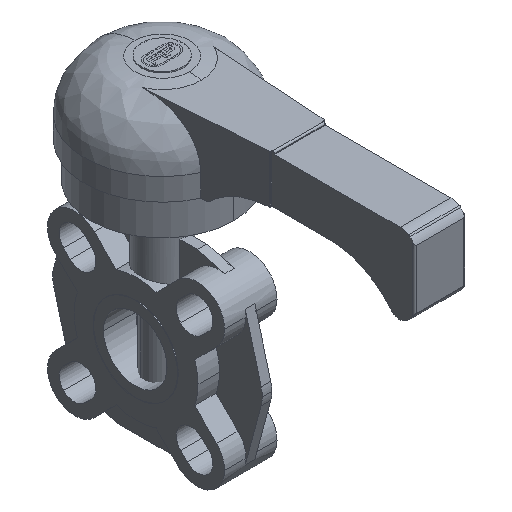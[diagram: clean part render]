
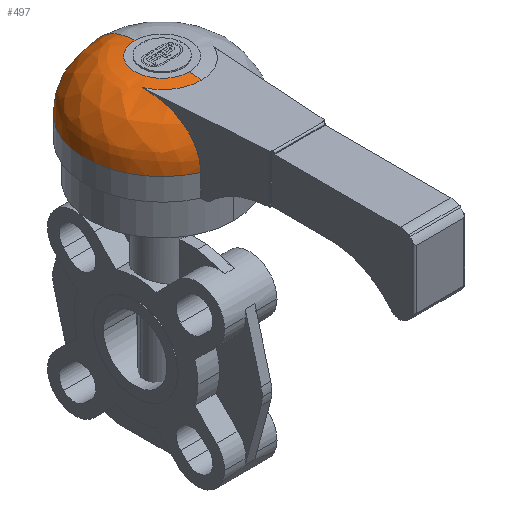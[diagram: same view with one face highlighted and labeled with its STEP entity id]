
A CAD part, isometric view. The second image highlights one B-rep face of the part: STEP entity #497.
In plain terms, the highlighted free-form (B-spline) face has degree [2, 2] with [3, 9] control points.
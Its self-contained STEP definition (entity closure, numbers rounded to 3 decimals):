
#497=ADVANCED_FACE('',(#1064),#1065,.F.);
#1064=FACE_OUTER_BOUND('',#1745,.T.);
#1065=(B_SPLINE_SURFACE(2,2,((#1747,#1748,#1749,#1750,#1751,#1752,#1753,#1754,#1755),(#1756,#1757,#1758,#1759,#1760,#1761,#1762,#1763,#1764),(#1765,#1766,#1767,#1768,#1769,#1770,#1771,#1772,#1773)),.UNSPECIFIED.,.F.,.T.,.F.)B_SPLINE_SURFACE_WITH_KNOTS((3,3),(3,2,2,2,3),(0.,1.571),(-3.142,-1.571,0.0,1.571,3.142),.UNSPECIFIED.)RATIONAL_B_SPLINE_SURFACE(((1.0,0.707,1.0,0.707,1.0,0.707,1.0,0.707,1.0),(0.707,0.5,0.707,0.5,0.707,0.5,0.707,0.5,0.707),(1.0,0.707,1.0,0.707,1.0,0.707,1.0,0.707,1.0)))BOUNDED_SURFACE()REPRESENTATION_ITEM('')GEOMETRIC_REPRESENTATION_ITEM()SURFACE());
#1745=EDGE_LOOP('',(#3167,#3168,#3169,#3170,#3171,#3172));
#1747=CARTESIAN_POINT('',(0.,48.54,119.98));
#1748=CARTESIAN_POINT('',(-48.54,48.54,119.98));
#1749=CARTESIAN_POINT('',(-48.54,0.,119.98));
#1750=CARTESIAN_POINT('',(-48.54,-48.54,119.98));
#1751=CARTESIAN_POINT('',(0.,-48.54,119.98));
#1752=CARTESIAN_POINT('',(48.54,-48.54,119.98));
#1753=CARTESIAN_POINT('',(48.54,0.,119.98));
#1754=CARTESIAN_POINT('',(48.54,48.54,119.98));
#1755=CARTESIAN_POINT('',(0.,48.54,119.98));
#1756=CARTESIAN_POINT('',(0.,48.54,151.38));
#1757=CARTESIAN_POINT('',(-48.54,48.54,151.38));
#1758=CARTESIAN_POINT('',(-48.54,0.,151.38));
#1759=CARTESIAN_POINT('',(-48.54,-48.54,151.38));
#1760=CARTESIAN_POINT('',(0.,-48.54,151.38));
#1761=CARTESIAN_POINT('',(48.54,-48.54,151.38));
#1762=CARTESIAN_POINT('',(48.54,0.,151.38));
#1763=CARTESIAN_POINT('',(48.54,48.54,151.38));
#1764=CARTESIAN_POINT('',(0.,48.54,151.38));
#1765=CARTESIAN_POINT('',(0.,17.14,151.38));
#1766=CARTESIAN_POINT('',(-17.14,17.14,151.38));
#1767=CARTESIAN_POINT('',(-17.14,0.,151.38));
#1768=CARTESIAN_POINT('',(-17.14,-17.14,151.38));
#1769=CARTESIAN_POINT('',(0.,-17.14,151.38));
#1770=CARTESIAN_POINT('',(17.14,-17.14,151.38));
#1771=CARTESIAN_POINT('',(17.14,0.,151.38));
#1772=CARTESIAN_POINT('',(17.14,17.14,151.38));
#1773=CARTESIAN_POINT('',(0.,17.14,151.38));
#3167=ORIENTED_EDGE('',*,*,#4361,.T.);
#3168=ORIENTED_EDGE('',*,*,#4372,.T.);
#3169=ORIENTED_EDGE('',*,*,#4365,.T.);
#3170=ORIENTED_EDGE('',*,*,#4373,.F.);
#3171=ORIENTED_EDGE('',*,*,#4374,.F.);
#3172=ORIENTED_EDGE('',*,*,#4375,.F.);
#4361=EDGE_CURVE('',#5327,#5328,#5329,.T.);
#4365=EDGE_CURVE('',#5336,#5334,#5337,.T.);
#4372=EDGE_CURVE('',#5328,#5336,#5346,.T.);
#4373=EDGE_CURVE('',#5347,#5334,#5348,.T.);
#4374=EDGE_CURVE('',#5349,#5347,#5350,.T.);
#4375=EDGE_CURVE('',#5327,#5349,#5351,.T.);
#5327=VERTEX_POINT('',#6824);
#5328=VERTEX_POINT('',#6825);
#5329=(B_SPLINE_CURVE(2,(#6827,#6828,#6829),.UNSPECIFIED.,.F.,.F.)B_SPLINE_CURVE_WITH_KNOTS((3,3),(0.,1.571),.UNSPECIFIED.)RATIONAL_B_SPLINE_CURVE((1.0,0.707,1.0))BOUNDED_CURVE()REPRESENTATION_ITEM('')GEOMETRIC_REPRESENTATION_ITEM()CURVE());
#5334=VERTEX_POINT('',#6859);
#5336=VERTEX_POINT('',#6861);
#5337=(B_SPLINE_CURVE(2,(#6863,#6864,#6865),.UNSPECIFIED.,.F.,.F.)B_SPLINE_CURVE_WITH_KNOTS((3,3),(-1.571,0.),.UNSPECIFIED.)RATIONAL_B_SPLINE_CURVE((1.0,0.707,1.0))BOUNDED_CURVE()REPRESENTATION_ITEM('')GEOMETRIC_REPRESENTATION_ITEM()CURVE());
#5346=CIRCLE('',#6882,17.14);
#5347=VERTEX_POINT('',#6883);
#5348=CIRCLE('',#6884,48.54);
#5349=VERTEX_POINT('',#6885);
#5350=B_SPLINE_CURVE_WITH_KNOTS('',3,(#6886,#6887,#6888,#6889,#6890,#6891,#6892,#6893,#6894,#6895,#6896,#6897,#6898,#6899,#6900,#6901,#6902,#6903,#6904,#6905),.UNSPECIFIED.,.F.,.F.,(4,2,2,2,2,2,2,2,2,4),(-10.381,-9.917,-9.278,-8.64,-8.078,-7.516,-7.025,-6.535,-6.065,-5.596),.UNSPECIFIED.);
#5351=CIRCLE('',#6906,24.562);
#6824=CARTESIAN_POINT('',(0.,-24.562,150.49));
#6825=CARTESIAN_POINT('',(0.,-17.14,151.38));
#6827=CARTESIAN_POINT('',(0.,-48.54,119.98));
#6828=CARTESIAN_POINT('',(0.,-48.54,151.38));
#6829=CARTESIAN_POINT('',(0.,-17.14,151.38));
#6859=CARTESIAN_POINT('',(0.,48.54,119.98));
#6861=CARTESIAN_POINT('',(0.,17.14,151.38));
#6863=CARTESIAN_POINT('',(0.,17.14,151.38));
#6864=CARTESIAN_POINT('',(0.,48.54,151.38));
#6865=CARTESIAN_POINT('',(0.,48.54,119.98));
#6882=AXIS2_PLACEMENT_3D('',#8119,#8120,#8121);
#6883=CARTESIAN_POINT('',(-20.041,-44.209,119.98));
#6884=AXIS2_PLACEMENT_3D('',#8122,#8123,#8124);
#6885=CARTESIAN_POINT('',(-22.408,-10.058,150.49));
#6886=CARTESIAN_POINT('',(-22.408,-10.058,150.49));
#6887=CARTESIAN_POINT('',(-22.293,-11.719,150.35));
#6888=CARTESIAN_POINT('',(-22.177,-13.389,150.156));
#6889=CARTESIAN_POINT('',(-21.905,-17.313,149.521));
#6890=CARTESIAN_POINT('',(-21.75,-19.552,149.013));
#6891=CARTESIAN_POINT('',(-21.453,-23.831,147.672));
#6892=CARTESIAN_POINT('',(-21.312,-25.871,146.839));
#6893=CARTESIAN_POINT('',(-21.066,-29.419,145.004));
#6894=CARTESIAN_POINT('',(-20.945,-31.164,143.921));
#6895=CARTESIAN_POINT('',(-20.721,-34.398,141.426));
#6896=CARTESIAN_POINT('',(-20.618,-35.886,140.013));
#6897=CARTESIAN_POINT('',(-20.458,-38.195,137.375));
#6898=CARTESIAN_POINT('',(-20.384,-39.265,135.936));
#6899=CARTESIAN_POINT('',(-20.257,-41.102,132.878));
#6900=CARTESIAN_POINT('',(-20.203,-41.87,131.258));
#6901=CARTESIAN_POINT('',(-20.126,-42.99,128.263));
#6902=CARTESIAN_POINT('',(-20.093,-43.458,126.613));
#6903=CARTESIAN_POINT('',(-20.051,-44.068,123.253));
#6904=CARTESIAN_POINT('',(-20.041,-44.209,121.543));
#6905=CARTESIAN_POINT('',(-20.041,-44.209,119.98));
#6906=AXIS2_PLACEMENT_3D('',#8125,#8126,#8127);
#8119=CARTESIAN_POINT('',(0.,0.,151.38));
#8120=DIRECTION('',(0.0,0.0,-1.0));
#8121=DIRECTION('',(0.0,1.0,0.0));
#8122=CARTESIAN_POINT('',(0.,0.,119.98));
#8123=DIRECTION('',(0.0,0.0,-1.0));
#8124=DIRECTION('',(0.0,1.0,0.0));
#8125=CARTESIAN_POINT('',(0.,0.,150.49));
#8126=DIRECTION('',(0.0,0.0,-1.0));
#8127=DIRECTION('',(0.0,1.0,0.0));
